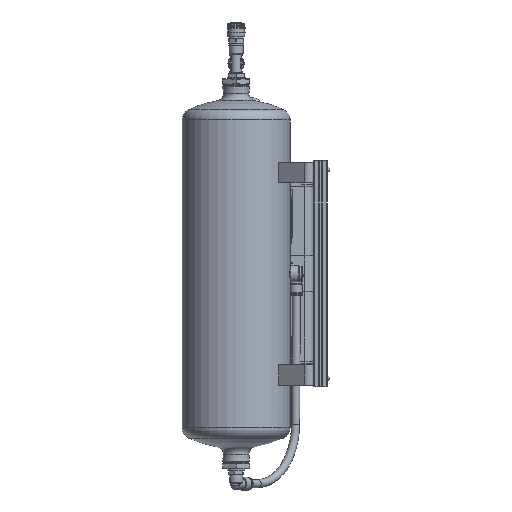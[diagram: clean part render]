
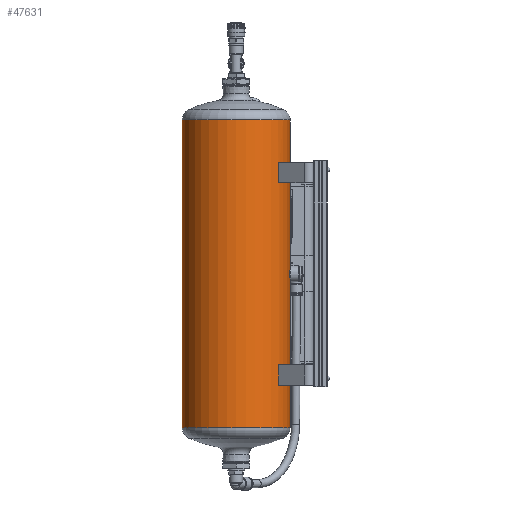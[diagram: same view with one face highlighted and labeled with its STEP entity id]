
A CAD part, left-side view. The second image highlights one B-rep face of the part: STEP entity #47631.
In plain terms, the highlighted cylindrical face has radius 80 mm (diameter 160 mm), a full revolution.
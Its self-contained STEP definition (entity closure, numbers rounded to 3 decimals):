
#390=B_SPLINE_CURVE_WITH_KNOTS('',3,(#85211,#85212,#85213,#85214,#85215,
#85216,#85217,#85218,#85219,#85220,#85221,#85222,#85223,#85224,#85225,#85226,
#85227,#85228,#85229),.UNSPECIFIED.,.T.,.F.,(1,1,1,1,1,1,1,1,1,1,1,1,1,
1,1,1,1,1,1,1,1,1,1),(-0.014,-0.01,-0.005,
0.,0.005,0.01,0.014,0.019,
0.024,0.029,0.033,0.038,
0.043,0.048,0.052,0.057,
0.062,0.067,0.071,0.076,
0.081,0.086,0.09),.UNSPECIFIED.);
#4379=LINE('',#85177,#8436);
#4380=LINE('',#85182,#8437);
#4381=LINE('',#85185,#8438);
#4382=LINE('',#85190,#8439);
#4383=LINE('',#85193,#8440);
#4384=LINE('',#85198,#8441);
#4385=LINE('',#85201,#8442);
#4386=LINE('',#85206,#8443);
#8436=VECTOR('',#70511,1000.);
#8437=VECTOR('',#70514,1000.);
#8438=VECTOR('',#70517,1000.);
#8439=VECTOR('',#70520,1000.);
#8440=VECTOR('',#70523,1000.);
#8441=VECTOR('',#70526,1000.);
#8442=VECTOR('',#70529,1000.);
#8443=VECTOR('',#70532,1000.);
#16325=ORIENTED_EDGE('',*,*,#27306,.F.);
#16326=ORIENTED_EDGE('',*,*,#27307,.F.);
#16327=ORIENTED_EDGE('',*,*,#27308,.T.);
#16328=ORIENTED_EDGE('',*,*,#27309,.F.);
#16329=ORIENTED_EDGE('',*,*,#27310,.F.);
#16330=ORIENTED_EDGE('',*,*,#27311,.F.);
#16331=ORIENTED_EDGE('',*,*,#27312,.T.);
#16332=ORIENTED_EDGE('',*,*,#27313,.F.);
#16333=ORIENTED_EDGE('',*,*,#27314,.F.);
#16334=ORIENTED_EDGE('',*,*,#27315,.F.);
#16335=ORIENTED_EDGE('',*,*,#27316,.T.);
#16336=ORIENTED_EDGE('',*,*,#27317,.F.);
#16337=ORIENTED_EDGE('',*,*,#27318,.F.);
#16338=ORIENTED_EDGE('',*,*,#27319,.F.);
#16339=ORIENTED_EDGE('',*,*,#27320,.T.);
#16340=ORIENTED_EDGE('',*,*,#27321,.F.);
#16341=ORIENTED_EDGE('',*,*,#27322,.F.);
#16342=ORIENTED_EDGE('',*,*,#27323,.T.);
#16343=ORIENTED_EDGE('',*,*,#27324,.F.);
#27306=EDGE_CURVE('',#33285,#33285,#37089,.T.);
#27307=EDGE_CURVE('',#33286,#33287,#4379,.T.);
#27308=EDGE_CURVE('',#33286,#33288,#37090,.T.);
#27309=EDGE_CURVE('',#33289,#33288,#4380,.F.);
#27310=EDGE_CURVE('',#33287,#33289,#37091,.T.);
#27311=EDGE_CURVE('',#33290,#33291,#4381,.T.);
#27312=EDGE_CURVE('',#33290,#33292,#37092,.T.);
#27313=EDGE_CURVE('',#33293,#33292,#4382,.F.);
#27314=EDGE_CURVE('',#33291,#33293,#37093,.T.);
#27315=EDGE_CURVE('',#33294,#33295,#4383,.T.);
#27316=EDGE_CURVE('',#33294,#33296,#37094,.T.);
#27317=EDGE_CURVE('',#33297,#33296,#4384,.F.);
#27318=EDGE_CURVE('',#33295,#33297,#37095,.T.);
#27319=EDGE_CURVE('',#33298,#33299,#4385,.T.);
#27320=EDGE_CURVE('',#33298,#33300,#37096,.T.);
#27321=EDGE_CURVE('',#33301,#33300,#4386,.F.);
#27322=EDGE_CURVE('',#33299,#33301,#37097,.T.);
#27323=EDGE_CURVE('',#33302,#33302,#37098,.T.);
#27324=EDGE_CURVE('',#33303,#33303,#390,.T.);
#33285=VERTEX_POINT('',#85176);
#33286=VERTEX_POINT('',#85178);
#33287=VERTEX_POINT('',#85179);
#33288=VERTEX_POINT('',#85181);
#33289=VERTEX_POINT('',#85183);
#33290=VERTEX_POINT('',#85186);
#33291=VERTEX_POINT('',#85187);
#33292=VERTEX_POINT('',#85189);
#33293=VERTEX_POINT('',#85191);
#33294=VERTEX_POINT('',#85194);
#33295=VERTEX_POINT('',#85195);
#33296=VERTEX_POINT('',#85197);
#33297=VERTEX_POINT('',#85199);
#33298=VERTEX_POINT('',#85202);
#33299=VERTEX_POINT('',#85203);
#33300=VERTEX_POINT('',#85205);
#33301=VERTEX_POINT('',#85207);
#33302=VERTEX_POINT('',#85210);
#33303=VERTEX_POINT('',#85230);
#37089=CIRCLE('',#61410,80.);
#37090=CIRCLE('',#61411,80.);
#37091=CIRCLE('',#61412,80.);
#37092=CIRCLE('',#61413,80.);
#37093=CIRCLE('',#61414,80.);
#37094=CIRCLE('',#61415,80.);
#37095=CIRCLE('',#61416,80.);
#37096=CIRCLE('',#61417,80.);
#37097=CIRCLE('',#61418,80.);
#37098=CIRCLE('',#61419,80.);
#39575=EDGE_LOOP('',(#16325));
#39576=EDGE_LOOP('',(#16326,#16327,#16328,#16329));
#39577=EDGE_LOOP('',(#16330,#16331,#16332,#16333));
#39578=EDGE_LOOP('',(#16334,#16335,#16336,#16337));
#39579=EDGE_LOOP('',(#16338,#16339,#16340,#16341));
#39580=EDGE_LOOP('',(#16342));
#39581=EDGE_LOOP('',(#16343));
#43138=FACE_BOUND('',#39575,.T.);
#43139=FACE_BOUND('',#39576,.T.);
#43140=FACE_BOUND('',#39577,.T.);
#43141=FACE_BOUND('',#39578,.T.);
#43142=FACE_BOUND('',#39579,.T.);
#43143=FACE_BOUND('',#39580,.T.);
#43144=FACE_BOUND('',#39581,.T.);
#46130=CYLINDRICAL_SURFACE('',#61409,80.);
#47631=ADVANCED_FACE('',(#43138,#43139,#43140,#43141,#43142,#43143,#43144),
#46130,.T.);
#61409=AXIS2_PLACEMENT_3D('',#85174,#70507,#70508);
#61410=AXIS2_PLACEMENT_3D('',#85175,#70509,#70510);
#61411=AXIS2_PLACEMENT_3D('',#85180,#70512,#70513);
#61412=AXIS2_PLACEMENT_3D('',#85184,#70515,#70516);
#61413=AXIS2_PLACEMENT_3D('',#85188,#70518,#70519);
#61414=AXIS2_PLACEMENT_3D('',#85192,#70521,#70522);
#61415=AXIS2_PLACEMENT_3D('',#85196,#70524,#70525);
#61416=AXIS2_PLACEMENT_3D('',#85200,#70527,#70528);
#61417=AXIS2_PLACEMENT_3D('',#85204,#70530,#70531);
#61418=AXIS2_PLACEMENT_3D('',#85208,#70533,#70534);
#61419=AXIS2_PLACEMENT_3D('',#85209,#70535,#70536);
#70507=DIRECTION('',(0.,0.,-1.));
#70508=DIRECTION('',(0.,1.,0.));
#70509=DIRECTION('',(0.,0.,-1.));
#70510=DIRECTION('',(0.,1.,0.));
#70511=DIRECTION('',(0.,0.,-1.));
#70512=DIRECTION('',(0.,0.,1.));
#70513=DIRECTION('',(1.,0.,0.));
#70514=DIRECTION('',(0.,0.,-1.));
#70515=DIRECTION('',(0.,0.,1.));
#70516=DIRECTION('',(1.,0.,0.));
#70517=DIRECTION('',(0.,0.,-1.));
#70518=DIRECTION('',(0.,0.,1.));
#70519=DIRECTION('',(1.,0.,0.));
#70520=DIRECTION('',(0.,0.,-1.));
#70521=DIRECTION('',(0.,0.,1.));
#70522=DIRECTION('',(1.,0.,0.));
#70523=DIRECTION('',(0.,0.,-1.));
#70524=DIRECTION('',(0.,0.,1.));
#70525=DIRECTION('',(1.,0.,0.));
#70526=DIRECTION('',(0.,0.,-1.));
#70527=DIRECTION('',(0.,0.,1.));
#70528=DIRECTION('',(1.,0.,0.));
#70529=DIRECTION('',(0.,0.,-1.));
#70530=DIRECTION('',(0.,0.,1.));
#70531=DIRECTION('',(1.,0.,0.));
#70532=DIRECTION('',(0.,0.,-1.));
#70533=DIRECTION('',(0.,0.,1.));
#70534=DIRECTION('',(1.,0.,0.));
#70535=DIRECTION('',(0.,0.,-1.));
#70536=DIRECTION('',(0.,1.,0.));
#85174=CARTESIAN_POINT('',(0.,0.,-279.));
#85175=CARTESIAN_POINT('',(0.,0.,-228.026));
#85176=CARTESIAN_POINT('',(0.,80.,-228.026));
#85177=CARTESIAN_POINT('',(-49.385,-62.938,-279.));
#85178=CARTESIAN_POINT('',(-49.385,-62.938,-135.));
#85179=CARTESIAN_POINT('',(-49.385,-62.938,-165.));
#85180=CARTESIAN_POINT('',(0.,0.,-135.));
#85181=CARTESIAN_POINT('',(-46.99,-64.745,-135.));
#85182=CARTESIAN_POINT('',(-46.99,-64.745,-279.));
#85183=CARTESIAN_POINT('',(-46.99,-64.745,-165.));
#85184=CARTESIAN_POINT('',(0.,0.,-165.));
#85185=CARTESIAN_POINT('',(46.99,-64.745,-279.));
#85186=CARTESIAN_POINT('',(46.99,-64.745,-135.));
#85187=CARTESIAN_POINT('',(46.99,-64.745,-165.));
#85188=CARTESIAN_POINT('',(0.,0.,-135.));
#85189=CARTESIAN_POINT('',(49.385,-62.938,-135.));
#85190=CARTESIAN_POINT('',(49.385,-62.938,-279.));
#85191=CARTESIAN_POINT('',(49.385,-62.938,-165.));
#85192=CARTESIAN_POINT('',(0.,0.,-165.));
#85193=CARTESIAN_POINT('',(-49.385,-62.938,-279.));
#85194=CARTESIAN_POINT('',(-49.385,-62.938,165.));
#85195=CARTESIAN_POINT('',(-49.385,-62.938,135.));
#85196=CARTESIAN_POINT('',(0.,0.,165.));
#85197=CARTESIAN_POINT('',(-46.99,-64.745,165.));
#85198=CARTESIAN_POINT('',(-46.99,-64.745,-279.));
#85199=CARTESIAN_POINT('',(-46.99,-64.745,135.));
#85200=CARTESIAN_POINT('',(0.,0.,135.));
#85201=CARTESIAN_POINT('',(46.99,-64.745,-279.));
#85202=CARTESIAN_POINT('',(46.99,-64.745,165.));
#85203=CARTESIAN_POINT('',(46.99,-64.745,135.));
#85204=CARTESIAN_POINT('',(0.,0.,165.));
#85205=CARTESIAN_POINT('',(49.385,-62.938,165.));
#85206=CARTESIAN_POINT('',(49.385,-62.938,-279.));
#85207=CARTESIAN_POINT('',(49.385,-62.938,135.));
#85208=CARTESIAN_POINT('',(0.,0.,135.));
#85209=CARTESIAN_POINT('',(0.,0.,228.026));
#85210=CARTESIAN_POINT('',(0.,80.,228.026));
#85211=CARTESIAN_POINT('',(-12.321,-79.047,-2.671));
#85212=CARTESIAN_POINT('',(-10.278,-79.354,-7.121));
#85213=CARTESIAN_POINT('',(-6.727,-79.752,-10.426));
#85214=CARTESIAN_POINT('',(-2.189,-80.019,-12.175));
#85215=CARTESIAN_POINT('',(2.68,-80.003,-12.078));
#85216=CARTESIAN_POINT('',(7.143,-79.714,-10.155));
#85217=CARTESIAN_POINT('',(10.56,-79.315,-6.712));
#85218=CARTESIAN_POINT('',(12.416,-79.031,-2.214));
#85219=CARTESIAN_POINT('',(12.318,-79.047,2.682));
#85220=CARTESIAN_POINT('',(10.283,-79.353,7.111));
#85221=CARTESIAN_POINT('',(6.736,-79.752,10.421));
#85222=CARTESIAN_POINT('',(2.202,-80.018,12.172));
#85223=CARTESIAN_POINT('',(-2.669,-80.003,12.081));
#85224=CARTESIAN_POINT('',(-7.139,-79.715,10.159));
#85225=CARTESIAN_POINT('',(-10.563,-79.315,6.711));
#85226=CARTESIAN_POINT('',(-12.416,-79.031,2.206));
#85227=CARTESIAN_POINT('',(-12.321,-79.047,-2.671));
#85228=CARTESIAN_POINT('',(-10.278,-79.354,-7.121));
#85229=CARTESIAN_POINT('',(-6.727,-79.752,-10.426));
#85230=CARTESIAN_POINT('',(-10.027,-79.369,-6.93));
